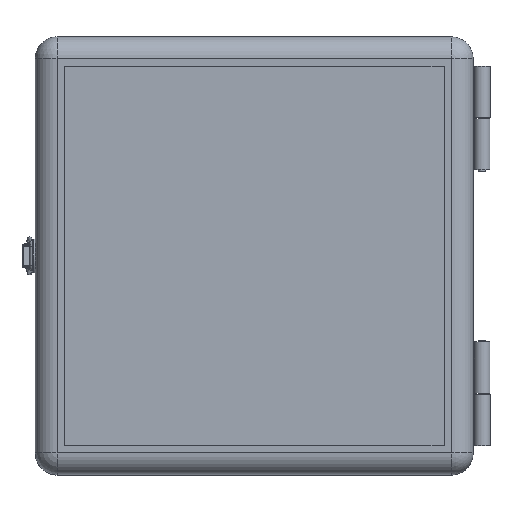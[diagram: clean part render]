
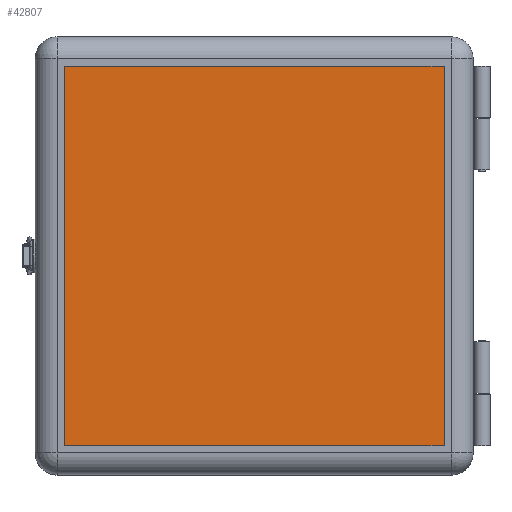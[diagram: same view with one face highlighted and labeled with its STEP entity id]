
A CAD part, top view. The second image highlights one B-rep face of the part: STEP entity #42807.
In plain terms, the highlighted face is planar.
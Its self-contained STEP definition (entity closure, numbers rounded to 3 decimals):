
#1782 = VECTOR ( 'NONE', #2469, 1000. ) ;
#1785 = VECTOR ( 'NONE', #2481, 1000. ) ;
#1787 = VECTOR ( 'NONE', #2491, 1000. ) ;
#1792 = VECTOR ( 'NONE', #2496, 1000. ) ;
#2458 = LINE ( 'NONE', #2468, #1782 ) ;
#2466 = LINE ( 'NONE', #2480, #1785 ) ;
#2468 = CARTESIAN_POINT ( 'NONE',  ( 130., -135., 0. ) ) ;
#2469 = DIRECTION ( 'NONE',  ( 0., 1., 0. ) ) ;
#2471 = LINE ( 'NONE', #2489, #1787 ) ;
#2480 = CARTESIAN_POINT ( 'NONE',  ( -130., -135., 0. ) ) ;
#2481 = DIRECTION ( 'NONE',  ( 0., -1., 0. ) ) ;
#2489 = CARTESIAN_POINT ( 'NONE',  ( -135., -130., 0. ) ) ;
#2491 = DIRECTION ( 'NONE',  ( 1., 0., 0. ) ) ;
#2494 = LINE ( 'NONE', #2495, #1792 ) ;
#2495 = CARTESIAN_POINT ( 'NONE',  ( -135., 130., 0. ) ) ;
#2496 = DIRECTION ( 'NONE',  ( -1., 0., 0. ) ) ;
#2931 = CARTESIAN_POINT ( 'NONE',  ( 130., -130., 0. ) ) ;
#2934 = CARTESIAN_POINT ( 'NONE',  ( 130., 130., 0. ) ) ;
#2935 = CARTESIAN_POINT ( 'NONE',  ( -130., 130., 0. ) ) ;
#2938 = CARTESIAN_POINT ( 'NONE',  ( -130., -130., 0. ) ) ;
#9740 = CARTESIAN_POINT ( 'NONE',  ( -135., -135., 0. ) ) ;
#9751 = FACE_OUTER_BOUND ( 'NONE', #43929, .T. ) ;
#9752 = PLANE ( 'NONE',  #9911 ) ;
#9754 = DIRECTION ( 'NONE',  ( 0., 0., 1. ) ) ;
#9755 = DIRECTION ( 'NONE',  ( 1., 0., 0. ) ) ;
#9911 = AXIS2_PLACEMENT_3D ( 'NONE', #9740, #9754, #9755 ) ;
#37576 = EDGE_CURVE ( 'NONE', #39999, #40002, #2458, .T. ) ;
#37580 = EDGE_CURVE ( 'NONE', #40003, #40006, #2466, .T. ) ;
#37583 = EDGE_CURVE ( 'NONE', #40006, #39999, #2471, .T. ) ;
#37585 = EDGE_CURVE ( 'NONE', #40002, #40003, #2494, .T. ) ;
#39999 = VERTEX_POINT ( 'NONE', #2931 ) ;
#40002 = VERTEX_POINT ( 'NONE', #2934 ) ;
#40003 = VERTEX_POINT ( 'NONE', #2935 ) ;
#40006 = VERTEX_POINT ( 'NONE', #2938 ) ;
#42807 = ADVANCED_FACE ( 'NONE', ( #9751 ), #9752, .F. ) ;
#43929 = EDGE_LOOP ( 'NONE', ( #44139, #44140, #44141, #44142 ) ) ;
#44139 = ORIENTED_EDGE ( 'NONE', *, *, #37583, .F. ) ;
#44140 = ORIENTED_EDGE ( 'NONE', *, *, #37580, .F. ) ;
#44141 = ORIENTED_EDGE ( 'NONE', *, *, #37585, .F. ) ;
#44142 = ORIENTED_EDGE ( 'NONE', *, *, #37576, .F. ) ;
